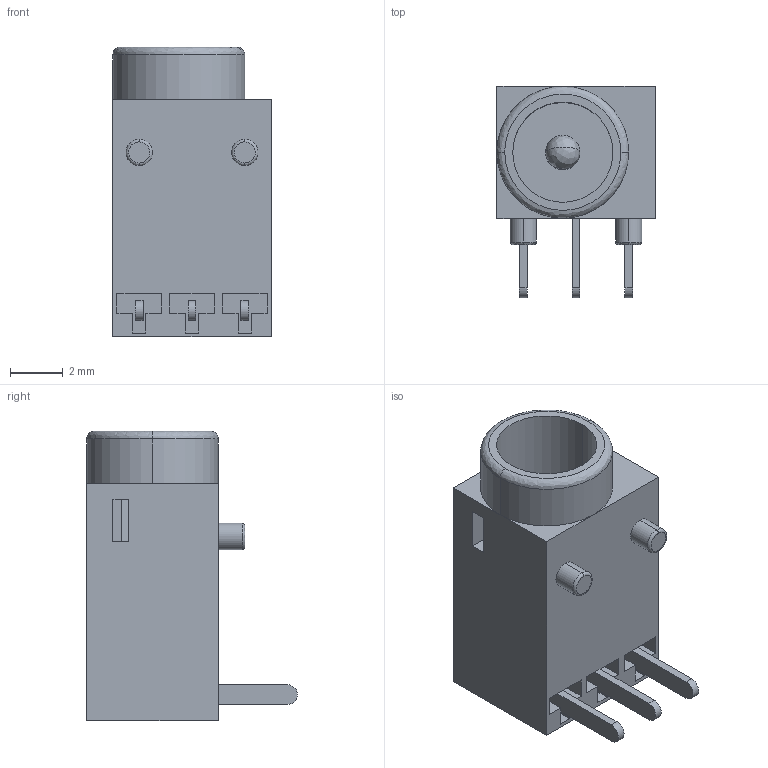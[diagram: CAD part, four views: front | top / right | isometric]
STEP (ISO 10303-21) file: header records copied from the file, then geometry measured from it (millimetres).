
FILE_DESCRIPTION (( 'STEP AP214' ), '1' );
FILE_NAME ('CUI pj-040d.STEP', '2016-02-27T06:34:17', ( '' ), ( '' ), 'SwSTEP 2.0', 'SolidWorks 2015', '' );
FILE_SCHEMA (( 'AUTOMOTIVE_DESIGN' ));
Length unit declared in the file: millimetre
Products named in the file (5): pj-040d_02; CUI pj-040d; pj-040d; pj-040d_03; pj-040d_01
Assembly tree (4 placements, depth 3):
  CUI pj-040d
    pj-040d
      pj-040d_01
      pj-040d_02
      pj-040d_03
Bounding box: 6 x 8 x 11 mm (x, y, z)
Volume: 210.9 mm3; surface area: 591.6 mm2
Topology: 3 solids, 3 shells, 117 faces, 294 edges, 191 vertices
Faces by surface type: plane 90, cylinder 17, bspline 10
Entity records: 4838 total; most frequent: CARTESIAN_POINT 850, ORIENTED_EDGE 584, DIRECTION 566, EDGE_CURVE 292, VECTOR 232, LINE 232, VERTEX_POINT 191, AXIS2_PLACEMENT_3D 167
